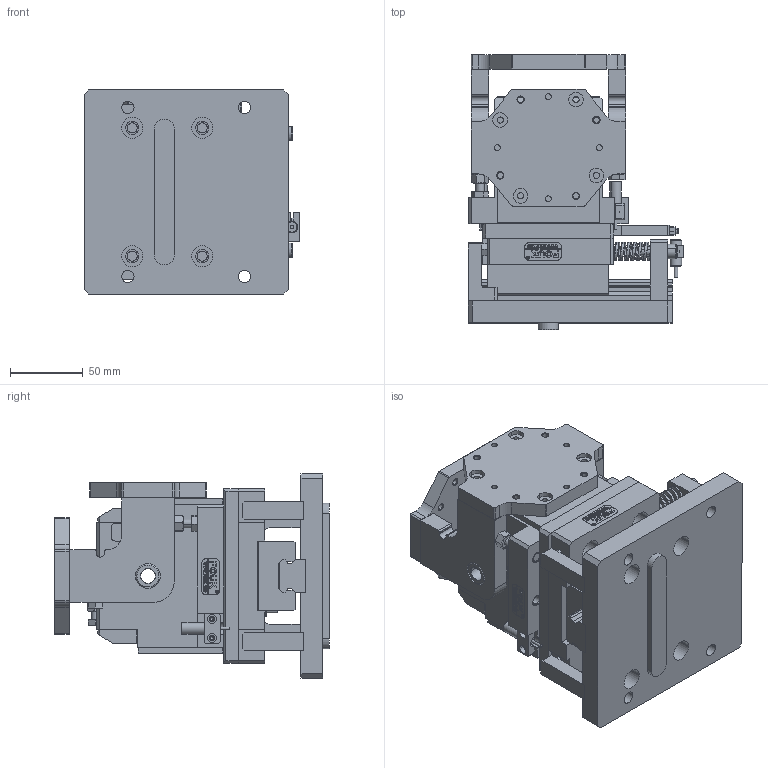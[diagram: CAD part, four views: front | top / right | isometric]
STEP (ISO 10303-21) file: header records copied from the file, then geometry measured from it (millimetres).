
FILE_DESCRIPTION (( 'STEP AP203' ), '1' );
FILE_NAME ('TE50-HE50.STEP', '2025-07-09T05:10:10', ( 'USER-' ), ( 'Microsoft' ), 'SwSTEP 2.0', 'SolidWorks 2018', '' );
FILE_SCHEMA (( 'CONFIG_CONTROL_DESIGN' ));
Length unit declared in the file: millimetre
Products named in the file (40): TE50-tr50.sldasm-Part-8; HT-HE50杅耀.sldasm-Part-7; 揤輸杅耀.sldasm-Part-9; HT-HE50杅耀.sldasm-Part-6; HT-HE50杅耀.sldasm-Part-15; HT-HE50杅耀.sldasm-Part-1; 埴翐芛_GB_FASTENER_SCREWS_HSHCS M2X8-N; HT-HE50杅耀.sldasm-Part-12; HT-HE50杅耀.sldasm-Part-14; TE50-tr50.sldasm-Part-12; TE50-M-01 啊詰褲极; TE50-tr50.sldasm-Part-2; 8-18換覜ん; TE50-tr50.sldasm-Part-21; HT-HE50杅耀.sldasm-Part-18; HT-HE50杅耀.sldasm-Part-3; hexagon socket head cap screws gb_GB_FASTENER_SCREWS_HSHCS M8X20-N; HT-HE50杅耀.sldasm-Part-11; HT-HE50杅耀.sldasm-Part-4; TE50-盓傅薊啣; TZ33-60杅耀.sldasm-Part-19; 埴翐种6℅22; 鞠褒芛蹟邡 M6X25; HT-HE50杅耀.sldasm-Part-5; HT-HE50杅耀.sldasm-Part-9; TE50-HE50; TZ33-60杅耀.sldasm-Part-12; HT-HE50杅耀.sldasm-Part-8; HT-HE50杅耀.sldasm-Part-20; HT-HE50杅耀; hexagon nuts grade c gb_GB_FASTENER_NUT_SNC1 M6-N; HT-HE50杅耀.sldasm-Part-16; TE40杅耀.sldasm-Part-15; HT-HE50杅耀.sldasm-Part-10; TE50; 25x12-R3; HT-HE50杅耀.sldasm-Part-2; TE50-tr50.sldasm-Part-9; 揤輸蚾饜极; TE50-tr50.sldasm-Part-1
Assembly tree (56 placements, depth 4):
  TE50-HE50
    TE50
      TE50-tr50.sldasm-Part-1
      TE50-tr50.sldasm-Part-2
      TE50-tr50.sldasm-Part-8  x2
      TE50-tr50.sldasm-Part-9
      TE50-tr50.sldasm-Part-12  x2
      TE50-tr50.sldasm-Part-21  x2
      TZ33-60杅耀.sldasm-Part-12  x2
      TZ33-60杅耀.sldasm-Part-19  x2
      TE50-M-01 啊詰褲极
      25x12-R3
      鞠褒芛蹟邡 M6X25  x4
      TE40杅耀.sldasm-Part-15  x2
      hexagon nuts grade c gb_GB_FASTENER_NUT_SNC1 M6-N  x2
      TE50-盓傅薊啣  x2
    HT-HE50杅耀
      HT-HE50杅耀.sldasm-Part-1
      HT-HE50杅耀.sldasm-Part-2
      HT-HE50杅耀.sldasm-Part-3
      HT-HE50杅耀.sldasm-Part-4
      HT-HE50杅耀.sldasm-Part-5
      HT-HE50杅耀.sldasm-Part-6
      HT-HE50杅耀.sldasm-Part-7
      HT-HE50杅耀.sldasm-Part-8
      HT-HE50杅耀.sldasm-Part-9
      HT-HE50杅耀.sldasm-Part-10
      HT-HE50杅耀.sldasm-Part-11
      HT-HE50杅耀.sldasm-Part-12
      HT-HE50杅耀.sldasm-Part-14
      HT-HE50杅耀.sldasm-Part-15
      HT-HE50杅耀.sldasm-Part-16
      HT-HE50杅耀.sldasm-Part-18
      HT-HE50杅耀.sldasm-Part-20
      8-18換覜ん
      揤輸蚾饜极
        揤輸杅耀.sldasm-Part-9
        埴翐芛_GB_FASTENER_SCREWS_HSHCS M2X8-N  x2
      25x12-R3
      hexagon socket head cap screws gb_GB_FASTENER_SCREWS_HSHCS M8X20-N  x4
      埴翐种6℅22  x2
Bounding box: 148 x 188.5 x 140 mm (x, y, z)
Volume: 1639425 mm3; surface area: 355150.8 mm2
Topology: 53 solids, 59 shells, 2315 faces, 5982 edges, 3889 vertices
Faces by surface type: plane 1105, cylinder 677, bspline 322, cone 195, torus 16
Entity records: 65093 total; most frequent: CARTESIAN_POINT 25047, ORIENTED_EDGE 7462, DIRECTION 6952, EDGE_CURVE 3731, VERTEX_POINT 2445, AXIS2_PLACEMENT_3D 2320, LINE 2312, VECTOR 2312
